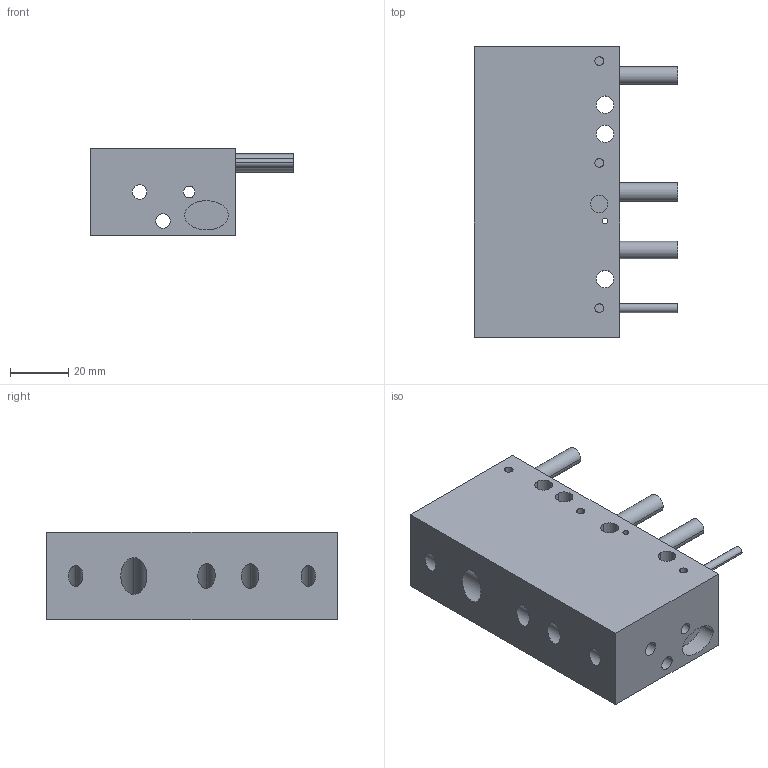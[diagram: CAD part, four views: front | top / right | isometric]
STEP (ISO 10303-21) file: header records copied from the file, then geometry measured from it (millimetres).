
FILE_DESCRIPTION((''),'2;1');
FILE_NAME('CYLINDER_GROUP_TEST','2018-08-01T19:02:03',('Chang'),(''),'CREO PARAMETRIC BY PTC INC, 2017380','CREO PARAMETRIC BY PTC INC, 2017380','');
FILE_SCHEMA(('CONFIG_CONTROL_DESIGN'));
Length unit declared in the file: millimetre
Products named in the file (1): CYLINDER_GROUP_TEST
Bounding box: 70 x 100 x 30 mm (x, y, z)
Volume: 139035.3 mm3; surface area: 29150 mm2
Topology: 1 solids, 1 shells, 57 faces, 138 edges, 92 vertices
Faces by surface type: cylinder 40, plane 15, extrusion 2
Entity records: 2000 total; most frequent: CARTESIAN_POINT 551, DIRECTION 290, ORIENTED_EDGE 276, EDGE_CURVE 138, AXIS2_PLACEMENT_3D 117, VERTEX_POINT 92, EDGE_LOOP 90, CIRCLE 60
